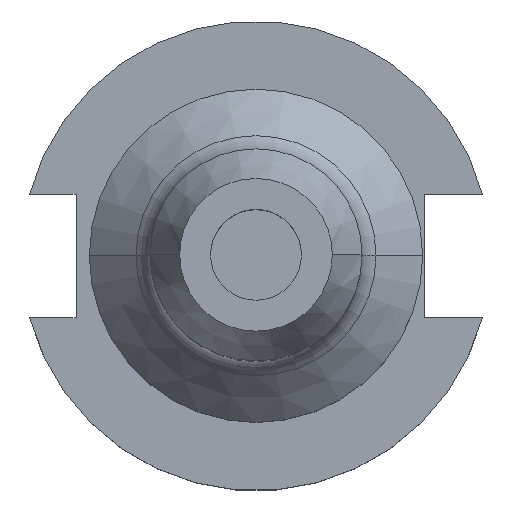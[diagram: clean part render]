
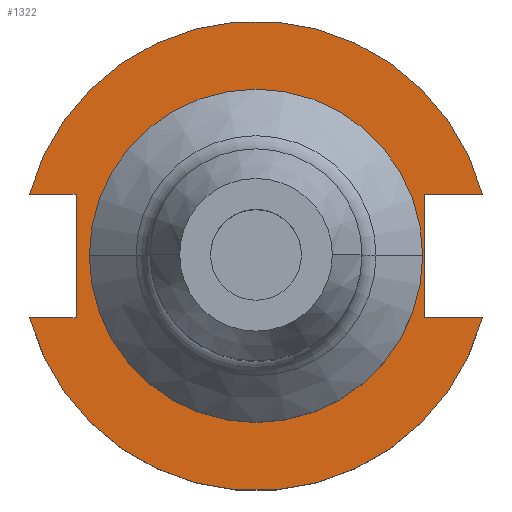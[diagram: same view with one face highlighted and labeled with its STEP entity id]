
A CAD part, top view. The second image highlights one B-rep face of the part: STEP entity #1322.
In plain terms, the highlighted planar face has unit normal (0, 0, 1).
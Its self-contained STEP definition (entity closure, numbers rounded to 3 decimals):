
#15 = CIRCLE ( 'NONE', #64, 34.925 ) ;
#59 = DIRECTION ( 'NONE',  ( 1., 0., 0. ) ) ;
#64 = AXIS2_PLACEMENT_3D ( 'NONE', #1452, #427, #1682 ) ;
#69 = DIRECTION ( 'NONE',  ( 1., 0., 0. ) ) ;
#94 = EDGE_CURVE ( 'NONE', #1079, #1228, #1104, .T. ) ;
#106 = VECTOR ( 'NONE', #1023, 1000. ) ;
#107 = CARTESIAN_POINT ( 'NONE',  ( 35.306, 12.954, 19.05 ) ) ;
#142 = EDGE_CURVE ( 'NONE', #1438, #808, #15, .T. ) ;
#157 = EDGE_CURVE ( 'NONE', #486, #1146, #1369, .T. ) ;
#170 = DIRECTION ( 'NONE',  ( 0., 0., 1. ) ) ;
#197 = LINE ( 'NONE', #1621, #1187 ) ;
#200 = CIRCLE ( 'NONE', #1062, 49.212 ) ;
#227 = PLANE ( 'NONE',  #1032 ) ;
#262 = CARTESIAN_POINT ( 'NONE',  ( 47.477, 12.954, 19.05 ) ) ;
#265 = CARTESIAN_POINT ( 'NONE',  ( 34.925, 0., 19.05 ) ) ;
#269 = DIRECTION ( 'NONE',  ( 1., 0., 0. ) ) ;
#271 = DIRECTION ( 'NONE',  ( 0., 1., 0. ) ) ;
#289 = ORIENTED_EDGE ( 'NONE', *, *, #984, .T. ) ;
#294 = EDGE_CURVE ( 'NONE', #808, #1438, #447, .T. ) ;
#318 = CARTESIAN_POINT ( 'NONE',  ( -63.719, -12.954, 19.05 ) ) ;
#334 = DIRECTION ( 'NONE',  ( 0., 0., 1. ) ) ;
#357 = ORIENTED_EDGE ( 'NONE', *, *, #94, .F. ) ;
#359 = ORIENTED_EDGE ( 'NONE', *, *, #157, .F. ) ;
#366 = CARTESIAN_POINT ( 'NONE',  ( -37.719, -12.954, 19.05 ) ) ;
#372 = VERTEX_POINT ( 'NONE', #1398 ) ;
#374 = VERTEX_POINT ( 'NONE', #1427 ) ;
#427 = DIRECTION ( 'NONE',  ( 0., 0., 1. ) ) ;
#447 = CIRCLE ( 'NONE', #1634, 34.925 ) ;
#462 = VECTOR ( 'NONE', #1399, 1000. ) ;
#473 = EDGE_LOOP ( 'NONE', ( #289, #1693, #1002, #357, #504, #1188, #892, #359 ) ) ;
#486 = VERTEX_POINT ( 'NONE', #1531 ) ;
#504 = ORIENTED_EDGE ( 'NONE', *, *, #894, .T. ) ;
#505 = LINE ( 'NONE', #1311, #462 ) ;
#530 = EDGE_LOOP ( 'NONE', ( #937, #974 ) ) ;
#558 = CARTESIAN_POINT ( 'NONE',  ( 35.306, 12.954, 19.05 ) ) ;
#583 = CARTESIAN_POINT ( 'NONE',  ( -37.719, 12.954, 19.05 ) ) ;
#613 = FACE_OUTER_BOUND ( 'NONE', #473, .T. ) ;
#627 = LINE ( 'NONE', #1077, #900 ) ;
#661 = AXIS2_PLACEMENT_3D ( 'NONE', #1381, #1124, #881 ) ;
#670 = VERTEX_POINT ( 'NONE', #856 ) ;
#734 = DIRECTION ( 'NONE',  ( 1., 0., 0. ) ) ;
#776 = DIRECTION ( 'NONE',  ( 1., 0., 0. ) ) ;
#808 = VERTEX_POINT ( 'NONE', #1484 ) ;
#856 = CARTESIAN_POINT ( 'NONE',  ( 47.477, -12.954, 19.05 ) ) ;
#881 = DIRECTION ( 'NONE',  ( 1., 0., 0. ) ) ;
#892 = ORIENTED_EDGE ( 'NONE', *, *, #1164, .F. ) ;
#894 = EDGE_CURVE ( 'NONE', #1079, #374, #1636, .T. ) ;
#900 = VECTOR ( 'NONE', #965, 1000. ) ;
#937 = ORIENTED_EDGE ( 'NONE', *, *, #142, .F. ) ;
#965 = DIRECTION ( 'NONE',  ( -1., 0., 0. ) ) ;
#974 = ORIENTED_EDGE ( 'NONE', *, *, #294, .F. ) ;
#984 = EDGE_CURVE ( 'NONE', #486, #670, #200, .T. ) ;
#1002 = ORIENTED_EDGE ( 'NONE', *, *, #1092, .F. ) ;
#1023 = DIRECTION ( 'NONE',  ( -1., 0., 0. ) ) ;
#1032 = AXIS2_PLACEMENT_3D ( 'NONE', #1361, #334, #776 ) ;
#1038 = VECTOR ( 'NONE', #271, 1000. ) ;
#1062 = AXIS2_PLACEMENT_3D ( 'NONE', #1299, #1419, #269 ) ;
#1068 = VECTOR ( 'NONE', #734, 1000. ) ;
#1077 = CARTESIAN_POINT ( 'NONE',  ( -63.719, 12.954, 19.05 ) ) ;
#1079 = VERTEX_POINT ( 'NONE', #262 ) ;
#1092 = EDGE_CURVE ( 'NONE', #1228, #372, #505, .T. ) ;
#1104 = LINE ( 'NONE', #107, #106 ) ;
#1124 = DIRECTION ( 'NONE',  ( 0., 0., 1. ) ) ;
#1146 = VERTEX_POINT ( 'NONE', #366 ) ;
#1164 = EDGE_CURVE ( 'NONE', #1146, #1473, #1379, .T. ) ;
#1187 = VECTOR ( 'NONE', #59, 1000. ) ;
#1188 = ORIENTED_EDGE ( 'NONE', *, *, #1571, .F. ) ;
#1228 = VERTEX_POINT ( 'NONE', #558 ) ;
#1299 = CARTESIAN_POINT ( 'NONE',  ( 0., 0., 19.05 ) ) ;
#1311 = CARTESIAN_POINT ( 'NONE',  ( 35.306, 12.954, 19.05 ) ) ;
#1322 = ADVANCED_FACE ( 'NONE', ( #1601, #613 ), #227, .T. ) ;
#1361 = CARTESIAN_POINT ( 'NONE',  ( 0., 49.212, 19.05 ) ) ;
#1369 = LINE ( 'NONE', #318, #1068 ) ;
#1379 = LINE ( 'NONE', #1655, #1038 ) ;
#1381 = CARTESIAN_POINT ( 'NONE',  ( 0., 0., 19.05 ) ) ;
#1398 = CARTESIAN_POINT ( 'NONE',  ( 35.306, -12.954, 19.05 ) ) ;
#1399 = DIRECTION ( 'NONE',  ( 0., -1., 0. ) ) ;
#1419 = DIRECTION ( 'NONE',  ( 0., 0., 1. ) ) ;
#1427 = CARTESIAN_POINT ( 'NONE',  ( -47.477, 12.954, 19.05 ) ) ;
#1438 = VERTEX_POINT ( 'NONE', #265 ) ;
#1452 = CARTESIAN_POINT ( 'NONE',  ( 0., 0., 19.05 ) ) ;
#1473 = VERTEX_POINT ( 'NONE', #583 ) ;
#1484 = CARTESIAN_POINT ( 'NONE',  ( -34.925, 0., 19.05 ) ) ;
#1531 = CARTESIAN_POINT ( 'NONE',  ( -47.477, -12.954, 19.05 ) ) ;
#1559 = CARTESIAN_POINT ( 'NONE',  ( 0., 0., 19.05 ) ) ;
#1571 = EDGE_CURVE ( 'NONE', #1473, #374, #627, .T. ) ;
#1589 = EDGE_CURVE ( 'NONE', #372, #670, #197, .T. ) ;
#1601 = FACE_BOUND ( 'NONE', #530, .T. ) ;
#1621 = CARTESIAN_POINT ( 'NONE',  ( 35.306, -12.954, 19.05 ) ) ;
#1634 = AXIS2_PLACEMENT_3D ( 'NONE', #1559, #170, #69 ) ;
#1636 = CIRCLE ( 'NONE', #661, 49.212 ) ;
#1655 = CARTESIAN_POINT ( 'NONE',  ( -37.719, 12.954, 19.05 ) ) ;
#1682 = DIRECTION ( 'NONE',  ( 1., 0., 0. ) ) ;
#1693 = ORIENTED_EDGE ( 'NONE', *, *, #1589, .F. ) ;
